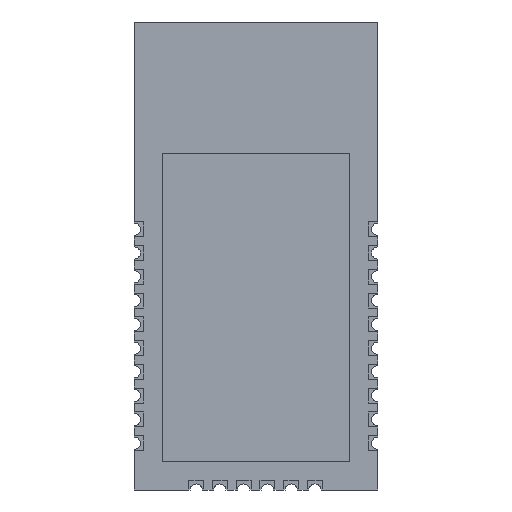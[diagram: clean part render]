
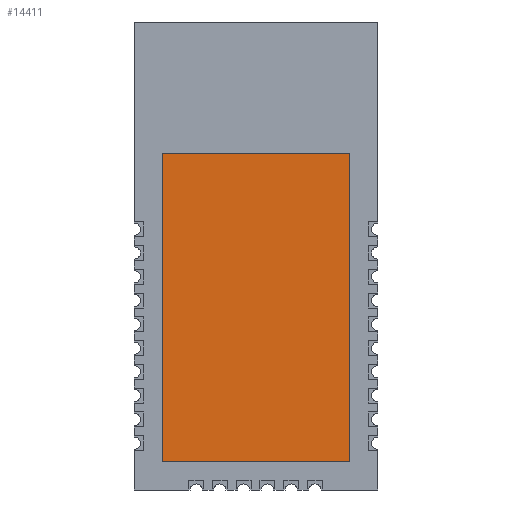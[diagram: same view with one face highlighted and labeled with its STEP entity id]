
A CAD part, front view. The second image highlights one B-rep face of the part: STEP entity #14411.
In plain terms, the highlighted planar face has unit normal (0, -1, 0).
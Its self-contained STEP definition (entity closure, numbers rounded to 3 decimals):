
#221 = DIRECTION ( 'NONE',  ( -1., 0., 0. ) ) ;
#458 = LINE ( 'NONE', #18822, #2704 ) ;
#1075 = LINE ( 'NONE', #15670, #3159 ) ;
#2090 = PLANE ( 'NONE',  #17586 ) ;
#2101 = CARTESIAN_POINT ( 'NONE',  ( 5., -1.42, 5.5 ) ) ;
#2161 = EDGE_CURVE ( 'NONE', #6813, #20391, #1075, .T. ) ;
#2704 = VECTOR ( 'NONE', #221, 1000. ) ;
#3159 = VECTOR ( 'NONE', #25827, 1000. ) ;
#5852 = CARTESIAN_POINT ( 'NONE',  ( -5., -1.42, -11. ) ) ;
#6543 = CARTESIAN_POINT ( 'NONE',  ( -5., -1.42, -11. ) ) ;
#6813 = VERTEX_POINT ( 'NONE', #16442 ) ;
#8431 = DIRECTION ( 'NONE',  ( 0., 0., -1. ) ) ;
#10092 = ORIENTED_EDGE ( 'NONE', *, *, #18239, .T. ) ;
#10545 = DIRECTION ( 'NONE',  ( 0., 0., -1. ) ) ;
#12573 = CARTESIAN_POINT ( 'NONE',  ( -5., -1.42, 5.5 ) ) ;
#13082 = VERTEX_POINT ( 'NONE', #25677 ) ;
#14336 = FACE_OUTER_BOUND ( 'NONE', #16274, .T. ) ;
#14411 = ADVANCED_FACE ( 'NONE', ( #14336 ), #2090, .T. ) ;
#14979 = ORIENTED_EDGE ( 'NONE', *, *, #16656, .T. ) ;
#15667 = VERTEX_POINT ( 'NONE', #5852 ) ;
#15670 = CARTESIAN_POINT ( 'NONE',  ( 5., -1.42, -11. ) ) ;
#16274 = EDGE_LOOP ( 'NONE', ( #10092, #25274, #14979, #20924 ) ) ;
#16442 = CARTESIAN_POINT ( 'NONE',  ( 5., -1.42, -11. ) ) ;
#16609 = EDGE_CURVE ( 'NONE', #13082, #15667, #23435, .T. ) ;
#16656 = EDGE_CURVE ( 'NONE', #15667, #6813, #18571, .T. ) ;
#17586 = AXIS2_PLACEMENT_3D ( 'NONE', #22480, #18316, #8431 ) ;
#18239 = EDGE_CURVE ( 'NONE', #20391, #13082, #458, .T. ) ;
#18316 = DIRECTION ( 'NONE',  ( 0., -1., 0. ) ) ;
#18571 = LINE ( 'NONE', #6543, #22545 ) ;
#18822 = CARTESIAN_POINT ( 'NONE',  ( 5., -1.42, 5.5 ) ) ;
#20391 = VERTEX_POINT ( 'NONE', #2101 ) ;
#20924 = ORIENTED_EDGE ( 'NONE', *, *, #2161, .T. ) ;
#21310 = DIRECTION ( 'NONE',  ( 1., 0., 0. ) ) ;
#22480 = CARTESIAN_POINT ( 'NONE',  ( 0., -1.42, 0. ) ) ;
#22545 = VECTOR ( 'NONE', #21310, 1000. ) ;
#23435 = LINE ( 'NONE', #12573, #25055 ) ;
#25055 = VECTOR ( 'NONE', #10545, 1000. ) ;
#25274 = ORIENTED_EDGE ( 'NONE', *, *, #16609, .T. ) ;
#25677 = CARTESIAN_POINT ( 'NONE',  ( -5., -1.42, 5.5 ) ) ;
#25827 = DIRECTION ( 'NONE',  ( 0., 0., 1. ) ) ;
